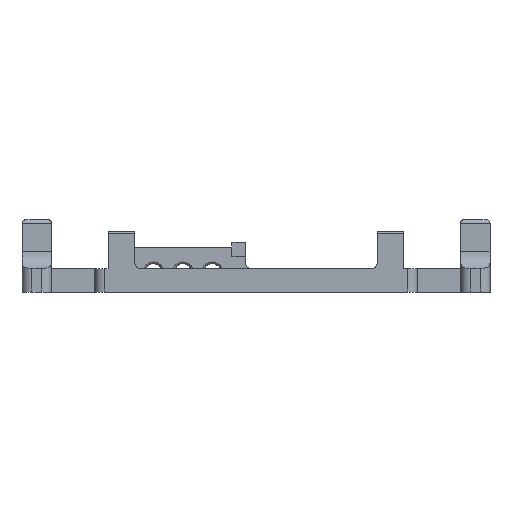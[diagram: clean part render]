
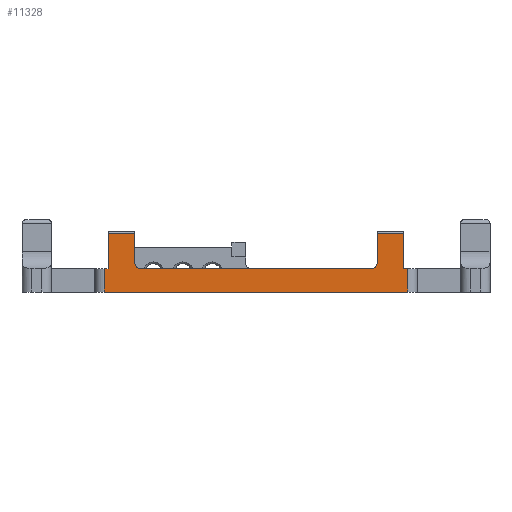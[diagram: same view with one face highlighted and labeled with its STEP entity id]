
A CAD part, top view. The second image highlights one B-rep face of the part: STEP entity #11328.
In plain terms, the highlighted planar face has unit normal (0, 0, 1).
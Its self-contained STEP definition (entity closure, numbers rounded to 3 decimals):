
#180 = EDGE_CURVE ( 'NONE', #4471, #8839, #5434, .T. ) ;
#324 = LINE ( 'NONE', #9053, #7979 ) ;
#483 = DIRECTION ( 'NONE',  ( 0., -1., 0. ) ) ;
#845 = VERTEX_POINT ( 'NONE', #9293 ) ;
#923 = EDGE_CURVE ( 'NONE', #6619, #1236, #2588, .T. ) ;
#1236 = VERTEX_POINT ( 'NONE', #4509 ) ;
#1241 = VECTOR ( 'NONE', #9846, 1000. ) ;
#1295 = LINE ( 'NONE', #4214, #6733 ) ;
#1307 = ORIENTED_EDGE ( 'NONE', *, *, #4293, .F. ) ;
#1402 = CARTESIAN_POINT ( 'NONE',  ( 77.3, 0., 65. ) ) ;
#1446 = CARTESIAN_POINT ( 'NONE',  ( 75.3, 31., 65. ) ) ;
#1449 = VECTOR ( 'NONE', #9486, 1000. ) ;
#1612 = LINE ( 'NONE', #7493, #2283 ) ;
#1621 = DIRECTION ( 'NONE',  ( 0., -1., 0. ) ) ;
#1738 = DIRECTION ( 'NONE',  ( -1., 0., 0. ) ) ;
#1836 = EDGE_CURVE ( 'NONE', #6571, #5591, #1295, .T. ) ;
#2033 = ORIENTED_EDGE ( 'NONE', *, *, #923, .T. ) ;
#2072 = EDGE_CURVE ( 'NONE', #845, #4471, #6339, .T. ) ;
#2283 = VECTOR ( 'NONE', #5618, 1000. ) ;
#2393 = DIRECTION ( 'NONE',  ( 0., -1., 0. ) ) ;
#2490 = DIRECTION ( 'NONE',  ( 0., 0., -1. ) ) ;
#2588 = CIRCLE ( 'NONE', #6117, 3. ) ;
#2653 = LINE ( 'NONE', #9430, #1449 ) ;
#2894 = ORIENTED_EDGE ( 'NONE', *, *, #4040, .F. ) ;
#3140 = ORIENTED_EDGE ( 'NONE', *, *, #2072, .T. ) ;
#3303 = DIRECTION ( 'NONE',  ( 0., -1., 0. ) ) ;
#3307 = ORIENTED_EDGE ( 'NONE', *, *, #11696, .T. ) ;
#3409 = CARTESIAN_POINT ( 'NONE',  ( -58.8, 12., 65. ) ) ;
#3441 = LINE ( 'NONE', #7312, #11901 ) ;
#3539 = VECTOR ( 'NONE', #6686, 1000. ) ;
#3669 = VERTEX_POINT ( 'NONE', #8251 ) ;
#3788 = ORIENTED_EDGE ( 'NONE', *, *, #11214, .T. ) ;
#3924 = PLANE ( 'NONE',  #11258 ) ;
#4040 = EDGE_CURVE ( 'NONE', #6140, #3669, #9397, .T. ) ;
#4214 = CARTESIAN_POINT ( 'NONE',  ( 77.3, 12., 65. ) ) ;
#4293 = EDGE_CURVE ( 'NONE', #12276, #6947, #9775, .T. ) ;
#4471 = VERTEX_POINT ( 'NONE', #11123 ) ;
#4509 = CARTESIAN_POINT ( 'NONE',  ( -61.8, 15., 65. ) ) ;
#4532 = DIRECTION ( 'NONE',  ( 0., 0., -1. ) ) ;
#4608 = LINE ( 'NONE', #10471, #5477 ) ;
#4613 = CARTESIAN_POINT ( 'NONE',  ( -75.3, 12., 65. ) ) ;
#4720 = CARTESIAN_POINT ( 'NONE',  ( -58.8, 15., 65. ) ) ;
#4896 = DIRECTION ( 'NONE',  ( -1., 0., 0. ) ) ;
#5164 = DIRECTION ( 'NONE',  ( -1., 0., 0. ) ) ;
#5173 = DIRECTION ( 'NONE',  ( -1., 0., 0. ) ) ;
#5230 = CARTESIAN_POINT ( 'NONE',  ( 58.8, 12., 65. ) ) ;
#5233 = AXIS2_PLACEMENT_3D ( 'NONE', #10071, #2490, #5164 ) ;
#5332 = CARTESIAN_POINT ( 'NONE',  ( -77.3, 12., 65. ) ) ;
#5434 = CIRCLE ( 'NONE', #5233, 3. ) ;
#5477 = VECTOR ( 'NONE', #1621, 1000. ) ;
#5591 = VERTEX_POINT ( 'NONE', #7000 ) ;
#5602 = CARTESIAN_POINT ( 'NONE',  ( -77.3, 0., 65. ) ) ;
#5618 = DIRECTION ( 'NONE',  ( 1., 0., 0. ) ) ;
#5829 = VECTOR ( 'NONE', #7208, 1000. ) ;
#5968 = CARTESIAN_POINT ( 'NONE',  ( -82.3, 12., 65. ) ) ;
#6052 = EDGE_CURVE ( 'NONE', #6140, #845, #9952, .T. ) ;
#6110 = VECTOR ( 'NONE', #483, 1000. ) ;
#6117 = AXIS2_PLACEMENT_3D ( 'NONE', #4720, #7743, #1738 ) ;
#6140 = VERTEX_POINT ( 'NONE', #7362 ) ;
#6170 = ORIENTED_EDGE ( 'NONE', *, *, #7294, .F. ) ;
#6205 = CARTESIAN_POINT ( 'NONE',  ( -75.3, 30., 65. ) ) ;
#6339 = LINE ( 'NONE', #11176, #11724 ) ;
#6364 = EDGE_LOOP ( 'NONE', ( #7288, #3788, #9375, #1307, #3307, #6442, #11067, #6170, #2894, #8187, #3140, #11358, #11691, #2033 ) ) ;
#6441 = VECTOR ( 'NONE', #5173, 1000. ) ;
#6442 = ORIENTED_EDGE ( 'NONE', *, *, #7307, .T. ) ;
#6571 = VERTEX_POINT ( 'NONE', #1402 ) ;
#6619 = VERTEX_POINT ( 'NONE', #3409 ) ;
#6686 = DIRECTION ( 'NONE',  ( 1., 0., 0. ) ) ;
#6733 = VECTOR ( 'NONE', #7050, 1000. ) ;
#6750 = CARTESIAN_POINT ( 'NONE',  ( -82.3, 12., 65. ) ) ;
#6947 = VERTEX_POINT ( 'NONE', #4613 ) ;
#7000 = CARTESIAN_POINT ( 'NONE',  ( 77.3, 12., 65. ) ) ;
#7050 = DIRECTION ( 'NONE',  ( 0., 1., 0. ) ) ;
#7123 = DIRECTION ( 'NONE',  ( -1., 0., 0. ) ) ;
#7173 = VERTEX_POINT ( 'NONE', #6205 ) ;
#7208 = DIRECTION ( 'NONE',  ( 0., -1., 0. ) ) ;
#7288 = ORIENTED_EDGE ( 'NONE', *, *, #11408, .F. ) ;
#7294 = EDGE_CURVE ( 'NONE', #3669, #5591, #1612, .T. ) ;
#7307 = EDGE_CURVE ( 'NONE', #9078, #6571, #2653, .T. ) ;
#7312 = CARTESIAN_POINT ( 'NONE',  ( -75.3, 30., 65. ) ) ;
#7362 = CARTESIAN_POINT ( 'NONE',  ( 75.3, 30., 65. ) ) ;
#7403 = CARTESIAN_POINT ( 'NONE',  ( -77.3, 12., 65. ) ) ;
#7493 = CARTESIAN_POINT ( 'NONE',  ( -82.3, 12., 65. ) ) ;
#7743 = DIRECTION ( 'NONE',  ( 0., 0., -1. ) ) ;
#7863 = FACE_OUTER_BOUND ( 'NONE', #6364, .T. ) ;
#7979 = VECTOR ( 'NONE', #3303, 1000. ) ;
#8187 = ORIENTED_EDGE ( 'NONE', *, *, #6052, .T. ) ;
#8251 = CARTESIAN_POINT ( 'NONE',  ( 75.3, 12., 65. ) ) ;
#8525 = CARTESIAN_POINT ( 'NONE',  ( -61.8, 30., 65. ) ) ;
#8609 = VERTEX_POINT ( 'NONE', #8525 ) ;
#8839 = VERTEX_POINT ( 'NONE', #5230 ) ;
#9053 = CARTESIAN_POINT ( 'NONE',  ( -75.3, 31., 65. ) ) ;
#9078 = VERTEX_POINT ( 'NONE', #5602 ) ;
#9293 = CARTESIAN_POINT ( 'NONE',  ( 61.8, 30., 65. ) ) ;
#9348 = LINE ( 'NONE', #7403, #6110 ) ;
#9375 = ORIENTED_EDGE ( 'NONE', *, *, #11251, .T. ) ;
#9397 = LINE ( 'NONE', #1446, #5829 ) ;
#9430 = CARTESIAN_POINT ( 'NONE',  ( -82.3, 0., 65. ) ) ;
#9439 = CARTESIAN_POINT ( 'NONE',  ( -82.3, 12., 65. ) ) ;
#9486 = DIRECTION ( 'NONE',  ( 1., 0., 0. ) ) ;
#9591 = EDGE_CURVE ( 'NONE', #6619, #8839, #12684, .T. ) ;
#9775 = LINE ( 'NONE', #6750, #3539 ) ;
#9846 = DIRECTION ( 'NONE',  ( 1., 0., 0. ) ) ;
#9882 = CARTESIAN_POINT ( 'NONE',  ( 61.8, 30., 65. ) ) ;
#9952 = LINE ( 'NONE', #9882, #6441 ) ;
#10071 = CARTESIAN_POINT ( 'NONE',  ( 58.8, 15., 65. ) ) ;
#10471 = CARTESIAN_POINT ( 'NONE',  ( -61.8, 38.649, 65. ) ) ;
#11067 = ORIENTED_EDGE ( 'NONE', *, *, #1836, .T. ) ;
#11123 = CARTESIAN_POINT ( 'NONE',  ( 61.8, 15., 65. ) ) ;
#11176 = CARTESIAN_POINT ( 'NONE',  ( 61.8, 38.649, 65. ) ) ;
#11214 = EDGE_CURVE ( 'NONE', #8609, #7173, #3441, .T. ) ;
#11251 = EDGE_CURVE ( 'NONE', #7173, #6947, #324, .T. ) ;
#11258 = AXIS2_PLACEMENT_3D ( 'NONE', #9439, #4532, #4896 ) ;
#11328 = ADVANCED_FACE ( 'NONE', ( #7863 ), #3924, .F. ) ;
#11358 = ORIENTED_EDGE ( 'NONE', *, *, #180, .T. ) ;
#11408 = EDGE_CURVE ( 'NONE', #8609, #1236, #4608, .T. ) ;
#11691 = ORIENTED_EDGE ( 'NONE', *, *, #9591, .F. ) ;
#11696 = EDGE_CURVE ( 'NONE', #12276, #9078, #9348, .T. ) ;
#11724 = VECTOR ( 'NONE', #2393, 1000. ) ;
#11901 = VECTOR ( 'NONE', #7123, 1000. ) ;
#12276 = VERTEX_POINT ( 'NONE', #5332 ) ;
#12684 = LINE ( 'NONE', #5968, #1241 ) ;
